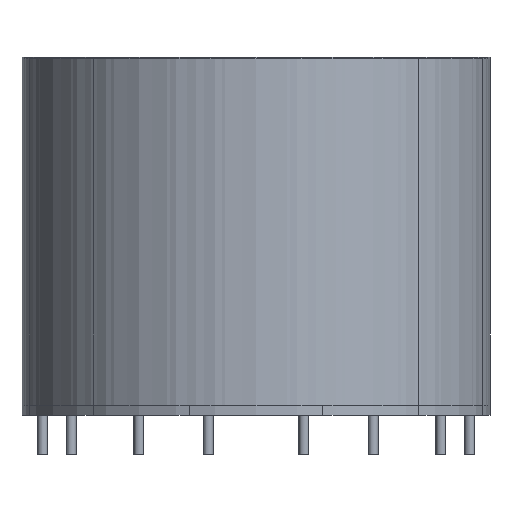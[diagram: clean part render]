
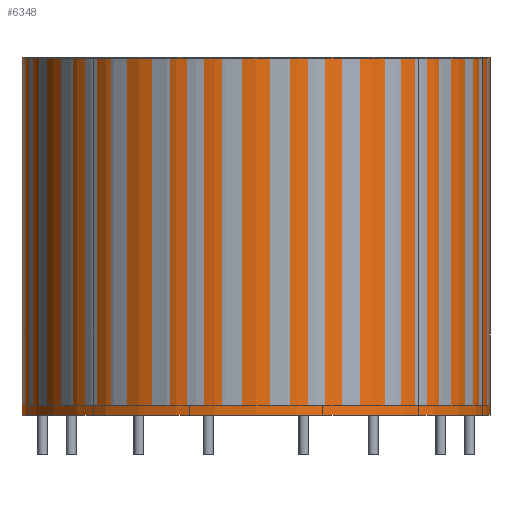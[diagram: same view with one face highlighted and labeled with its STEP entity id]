
A CAD part, front view. The second image highlights one B-rep face of the part: STEP entity #6348.
In plain terms, the highlighted cylindrical face has radius 603.25 mm (diameter 1206.5 mm), a full revolution.
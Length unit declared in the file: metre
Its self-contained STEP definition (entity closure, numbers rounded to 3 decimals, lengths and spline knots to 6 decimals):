
#1024=ORIENTED_EDGE('',*,*,#1812,.F.);
#1025=ORIENTED_EDGE('',*,*,#1718,.T.);
#1718=EDGE_CURVE('',#2354,#2354,#2990,.T.);
#1812=EDGE_CURVE('',#2448,#2448,#3084,.T.);
#2354=VERTEX_POINT('',#10330);
#2448=VERTEX_POINT('',#10536);
#2990=CIRCLE('',#7002,0.60325);
#3084=CIRCLE('',#7114,0.60325);
#4204=EDGE_LOOP('',(#1024));
#4205=EDGE_LOOP('',(#1025));
#5476=FACE_BOUND('',#4204,.T.);
#5477=FACE_BOUND('',#4205,.T.);
#6013=CYLINDRICAL_SURFACE('',#7267,0.60325);
#6348=ADVANCED_FACE('',(#5476,#5477),#6013,.T.);
#7002=AXIS2_PLACEMENT_3D('',#10329,#8549,#8550);
#7114=AXIS2_PLACEMENT_3D('',#10535,#8773,#8774);
#7267=AXIS2_PLACEMENT_3D('',#10756,#9079,#9080);
#8549=DIRECTION('',(0.,0.,1.));
#8550=DIRECTION('',(1.,0.,0.));
#8773=DIRECTION('',(0.,0.,1.));
#8774=DIRECTION('',(1.,0.,0.));
#9079=DIRECTION('',(0.,0.,-1.));
#9080=DIRECTION('',(-1.,0.,0.));
#10329=CARTESIAN_POINT('',(0.,0.,-0.0254));
#10330=CARTESIAN_POINT('',(0.60325,0.,-0.0254));
#10535=CARTESIAN_POINT('',(0.,0.,0.896874));
#10536=CARTESIAN_POINT('',(0.60325,0.,0.896874));
#10756=CARTESIAN_POINT('',(0.,0.,0.89535));
